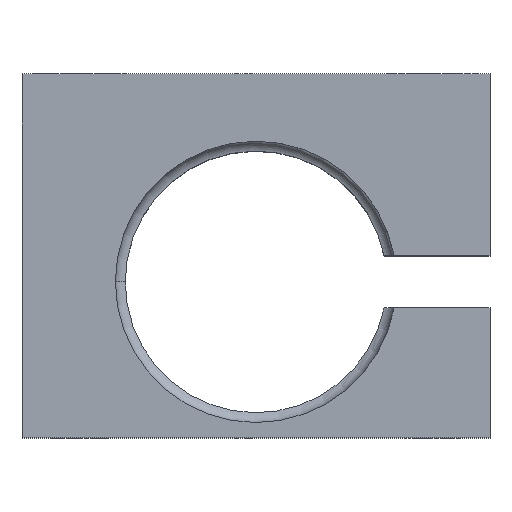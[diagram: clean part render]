
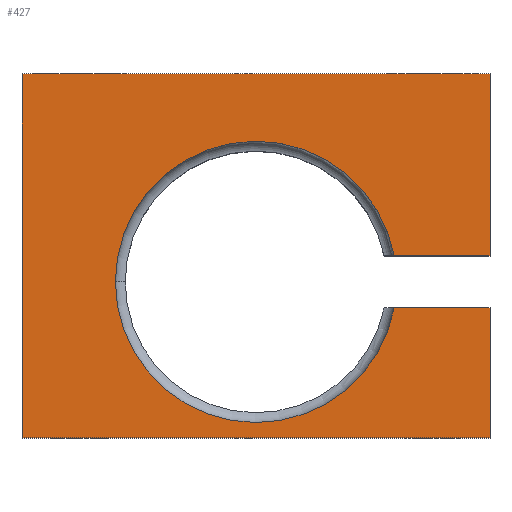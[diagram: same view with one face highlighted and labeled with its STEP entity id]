
A CAD part, top view. The second image highlights one B-rep face of the part: STEP entity #427.
In plain terms, the highlighted planar face has unit normal (0, 0, 1).
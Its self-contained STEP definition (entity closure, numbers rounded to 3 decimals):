
#30 = LINE ( 'NONE', #98, #82 ) ;
#40 = EDGE_CURVE ( 'NONE', #258, #51, #387, .T. ) ;
#45 = CARTESIAN_POINT ( 'NONE',  ( 45., 40., 30. ) ) ;
#51 = VERTEX_POINT ( 'NONE', #526 ) ;
#82 = VECTOR ( 'NONE', #422, 1000. ) ;
#98 = CARTESIAN_POINT ( 'NONE',  ( 24.648, 5., 30. ) ) ;
#102 = VERTEX_POINT ( 'NONE', #841 ) ;
#106 = LINE ( 'NONE', #869, #108 ) ;
#108 = VECTOR ( 'NONE', #505, 1000. ) ;
#181 = CARTESIAN_POINT ( 'NONE',  ( 45., -5., 30. ) ) ;
#184 = CARTESIAN_POINT ( 'NONE',  ( 45., 5., 30. ) ) ;
#190 = LINE ( 'NONE', #633, #581 ) ;
#191 = CIRCLE ( 'NONE', #793, 27.05 ) ;
#197 = ORIENTED_EDGE ( 'NONE', *, *, #780, .F. ) ;
#203 = CARTESIAN_POINT ( 'NONE',  ( -45., -30., 30. ) ) ;
#230 = CARTESIAN_POINT ( 'NONE',  ( -45., 40., 30. ) ) ;
#240 = DIRECTION ( 'NONE',  ( 1., 0., 0. ) ) ;
#241 = VECTOR ( 'NONE', #491, 1000. ) ;
#247 = CARTESIAN_POINT ( 'NONE',  ( 45., -5., 30. ) ) ;
#258 = VERTEX_POINT ( 'NONE', #247 ) ;
#324 = ORIENTED_EDGE ( 'NONE', *, *, #339, .T. ) ;
#326 = ORIENTED_EDGE ( 'NONE', *, *, #330, .T. ) ;
#330 = EDGE_CURVE ( 'NONE', #345, #102, #190, .T. ) ;
#339 = EDGE_CURVE ( 'NONE', #618, #345, #377, .T. ) ;
#345 = VERTEX_POINT ( 'NONE', #203 ) ;
#362 = VECTOR ( 'NONE', #734, 1000. ) ;
#364 = VECTOR ( 'NONE', #595, 1000. ) ;
#370 = CARTESIAN_POINT ( 'NONE',  ( 0., 0., 30. ) ) ;
#377 = LINE ( 'NONE', #604, #617 ) ;
#387 = LINE ( 'NONE', #499, #241 ) ;
#422 = DIRECTION ( 'NONE',  ( 1., 0., 0. ) ) ;
#424 = DIRECTION ( 'NONE',  ( 0., -1., 0. ) ) ;
#427 = ADVANCED_FACE ( 'NONE', ( #570 ), #488, .T. ) ;
#465 = EDGE_CURVE ( 'NONE', #752, #618, #485, .T. ) ;
#480 = EDGE_CURVE ( 'NONE', #102, #258, #557, .T. ) ;
#485 = LINE ( 'NONE', #518, #362 ) ;
#488 = PLANE ( 'NONE',  #684 ) ;
#491 = DIRECTION ( 'NONE',  ( -1., 0., 0. ) ) ;
#499 = CARTESIAN_POINT ( 'NONE',  ( 24.648, -5., 30. ) ) ;
#500 = ORIENTED_EDGE ( 'NONE', *, *, #761, .T. ) ;
#505 = DIRECTION ( 'NONE',  ( 0., 1., 0. ) ) ;
#512 = CARTESIAN_POINT ( 'NONE',  ( 26.584, 5., 30. ) ) ;
#518 = CARTESIAN_POINT ( 'NONE',  ( -45., 40., 30. ) ) ;
#526 = CARTESIAN_POINT ( 'NONE',  ( 26.584, -5., 30. ) ) ;
#536 = EDGE_LOOP ( 'NONE', ( #197, #853, #500, #630, #324, #326, #644, #599 ) ) ;
#557 = LINE ( 'NONE', #181, #364 ) ;
#568 = VERTEX_POINT ( 'NONE', #512 ) ;
#570 = FACE_OUTER_BOUND ( 'NONE', #536, .T. ) ;
#581 = VECTOR ( 'NONE', #838, 1000. ) ;
#595 = DIRECTION ( 'NONE',  ( 0., 1., 0. ) ) ;
#599 = ORIENTED_EDGE ( 'NONE', *, *, #40, .T. ) ;
#604 = CARTESIAN_POINT ( 'NONE',  ( -45., 40., 30. ) ) ;
#617 = VECTOR ( 'NONE', #424, 1000. ) ;
#618 = VERTEX_POINT ( 'NONE', #230 ) ;
#624 = CARTESIAN_POINT ( 'NONE',  ( 0., 0., 30. ) ) ;
#630 = ORIENTED_EDGE ( 'NONE', *, *, #465, .T. ) ;
#633 = CARTESIAN_POINT ( 'NONE',  ( -45., -30., 30. ) ) ;
#644 = ORIENTED_EDGE ( 'NONE', *, *, #480, .T. ) ;
#648 = DIRECTION ( 'NONE',  ( 1., 0., 0. ) ) ;
#684 = AXIS2_PLACEMENT_3D ( 'NONE', #624, #854, #648 ) ;
#688 = EDGE_CURVE ( 'NONE', #568, #803, #30, .T. ) ;
#734 = DIRECTION ( 'NONE',  ( -1., 0., 0. ) ) ;
#752 = VERTEX_POINT ( 'NONE', #45 ) ;
#761 = EDGE_CURVE ( 'NONE', #803, #752, #106, .T. ) ;
#780 = EDGE_CURVE ( 'NONE', #568, #51, #191, .T. ) ;
#793 = AXIS2_PLACEMENT_3D ( 'NONE', #370, #845, #240 ) ;
#803 = VERTEX_POINT ( 'NONE', #184 ) ;
#838 = DIRECTION ( 'NONE',  ( 1., 0., 0. ) ) ;
#841 = CARTESIAN_POINT ( 'NONE',  ( 45., -30., 30. ) ) ;
#845 = DIRECTION ( 'NONE',  ( 0., 0., 1. ) ) ;
#853 = ORIENTED_EDGE ( 'NONE', *, *, #688, .T. ) ;
#854 = DIRECTION ( 'NONE',  ( 0., 0., 1. ) ) ;
#869 = CARTESIAN_POINT ( 'NONE',  ( 45., 40., 30. ) ) ;
